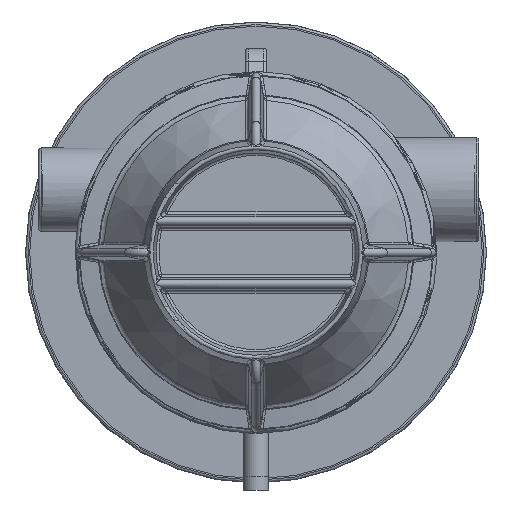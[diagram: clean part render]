
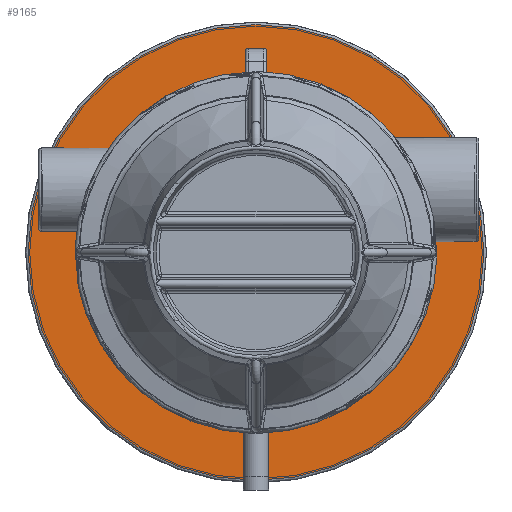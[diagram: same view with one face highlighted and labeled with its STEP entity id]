
A CAD part, front view. The second image highlights one B-rep face of the part: STEP entity #9165.
In plain terms, the highlighted planar face has unit normal (0, -1, 0).
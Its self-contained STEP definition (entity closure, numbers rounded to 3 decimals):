
#9165=ADVANCED_FACE('',(#11100,#11101),#10561,.T.);
#10561=PLANE('',#31432);
#11100=FACE_BOUND('',#12420,.T.);
#11101=FACE_BOUND('',#12421,.T.);
#12420=EDGE_LOOP('',(#17463));
#12421=EDGE_LOOP('',(#17464));
#17463=ORIENTED_EDGE('',*,*,#26357,.T.);
#17464=ORIENTED_EDGE('',*,*,#26358,.T.);
#23110=VERTEX_POINT('',#50186);
#23111=VERTEX_POINT('',#50188);
#26357=EDGE_CURVE('',#23110,#23110,#29146,.T.);
#26358=EDGE_CURVE('',#23111,#23111,#29147,.T.);
#29146=CIRCLE('',#31430,435.);
#29147=CIRCLE('',#31431,320.);
#31430=AXIS2_PLACEMENT_3D('',#50185,#37050,#37051);
#31431=AXIS2_PLACEMENT_3D('',#50187,#37052,#37053);
#31432=AXIS2_PLACEMENT_3D('',#50189,#37054,#37055);
#37050=DIRECTION('',(0.,-1.,0.));
#37051=DIRECTION('',(0.,0.,-1.));
#37052=DIRECTION('',(0.,1.,0.));
#37053=DIRECTION('',(0.,0.,-1.));
#37054=DIRECTION('',(0.,-1.,0.));
#37055=DIRECTION('',(0.,0.,-1.));
#50185=CARTESIAN_POINT('',(0.,380.,0.));
#50186=CARTESIAN_POINT('',(0.,380.,-435.));
#50187=CARTESIAN_POINT('',(0.,380.,0.));
#50188=CARTESIAN_POINT('',(0.,380.,-320.));
#50189=CARTESIAN_POINT('',(430.,380.,0.));
